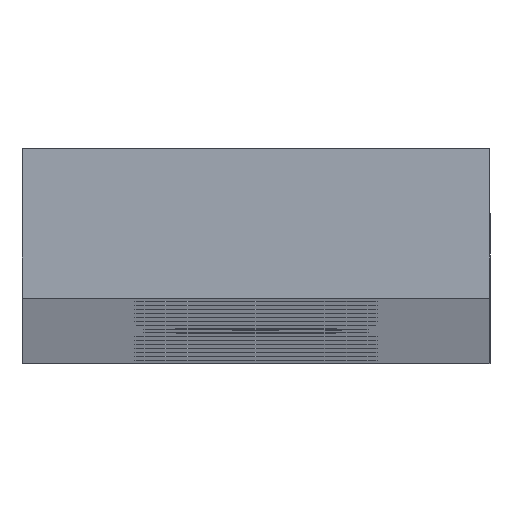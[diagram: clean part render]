
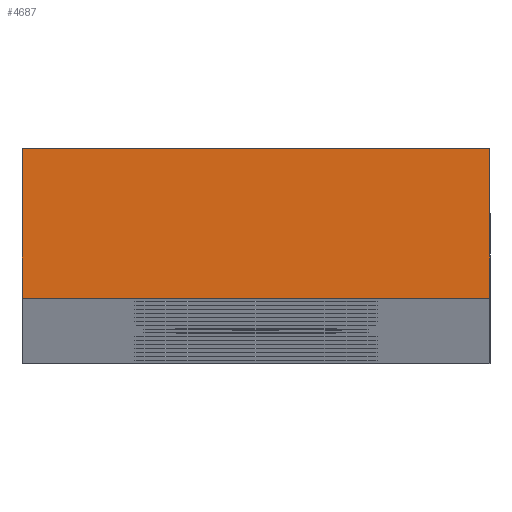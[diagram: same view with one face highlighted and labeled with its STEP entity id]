
A CAD part, top view. The second image highlights one B-rep face of the part: STEP entity #4687.
In plain terms, the highlighted planar face has unit normal (0, 0, 1).
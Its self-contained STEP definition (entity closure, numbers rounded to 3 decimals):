
#314 = EDGE_LOOP ( 'NONE', ( #9153, #5967, #462, #9515 ) ) ;
#462 = ORIENTED_EDGE ( 'NONE', *, *, #1067, .F. ) ;
#1046 = CARTESIAN_POINT ( 'NONE',  ( -12.5, 4., 1000. ) ) ;
#1067 = EDGE_CURVE ( 'NONE', #5617, #10934, #4476, .T. ) ;
#1136 = VECTOR ( 'NONE', #3090, 1000. ) ;
#2638 = CARTESIAN_POINT ( 'NONE',  ( -12.5, -4., 1000. ) ) ;
#2781 = LINE ( 'NONE', #2638, #9839 ) ;
#3008 = LINE ( 'NONE', #1046, #1136 ) ;
#3090 = DIRECTION ( 'NONE',  ( 0., -1., 0. ) ) ;
#3619 = PLANE ( 'NONE',  #5218 ) ;
#4476 = LINE ( 'NONE', #7108, #9660 ) ;
#4569 = DIRECTION ( 'NONE',  ( 0., 0., -1. ) ) ;
#4687 = ADVANCED_FACE ( 'NONE', ( #11175 ), #3619, .F. ) ;
#5202 = EDGE_CURVE ( 'NONE', #5617, #12580, #3008, .T. ) ;
#5218 = AXIS2_PLACEMENT_3D ( 'NONE', #7664, #4569, #8699 ) ;
#5563 = DIRECTION ( 'NONE',  ( 0., -1., 0. ) ) ;
#5617 = VERTEX_POINT ( 'NONE', #10072 ) ;
#5628 = CARTESIAN_POINT ( 'NONE',  ( 12.5, -4., 1000. ) ) ;
#5967 = ORIENTED_EDGE ( 'NONE', *, *, #9321, .F. ) ;
#6289 = DIRECTION ( 'NONE',  ( 1., 0., 0. ) ) ;
#6523 = CARTESIAN_POINT ( 'NONE',  ( -12.5, -4., 1000. ) ) ;
#7108 = CARTESIAN_POINT ( 'NONE',  ( -12.5, 4., 1000. ) ) ;
#7635 = DIRECTION ( 'NONE',  ( 1., 0., 0. ) ) ;
#7664 = CARTESIAN_POINT ( 'NONE',  ( -12.5, 4., 1000. ) ) ;
#8657 = EDGE_CURVE ( 'NONE', #12580, #11112, #2781, .T. ) ;
#8699 = DIRECTION ( 'NONE',  ( -1., 0., 0. ) ) ;
#9153 = ORIENTED_EDGE ( 'NONE', *, *, #8657, .T. ) ;
#9321 = EDGE_CURVE ( 'NONE', #10934, #11112, #9975, .T. ) ;
#9515 = ORIENTED_EDGE ( 'NONE', *, *, #5202, .T. ) ;
#9660 = VECTOR ( 'NONE', #6289, 1000. ) ;
#9839 = VECTOR ( 'NONE', #7635, 1000. ) ;
#9975 = LINE ( 'NONE', #10525, #12346 ) ;
#10072 = CARTESIAN_POINT ( 'NONE',  ( -12.5, 4., 1000. ) ) ;
#10525 = CARTESIAN_POINT ( 'NONE',  ( 12.5, 4., 1000. ) ) ;
#10934 = VERTEX_POINT ( 'NONE', #12806 ) ;
#11112 = VERTEX_POINT ( 'NONE', #5628 ) ;
#11175 = FACE_OUTER_BOUND ( 'NONE', #314, .T. ) ;
#12346 = VECTOR ( 'NONE', #5563, 1000. ) ;
#12580 = VERTEX_POINT ( 'NONE', #6523 ) ;
#12806 = CARTESIAN_POINT ( 'NONE',  ( 12.5, 4., 1000. ) ) ;
